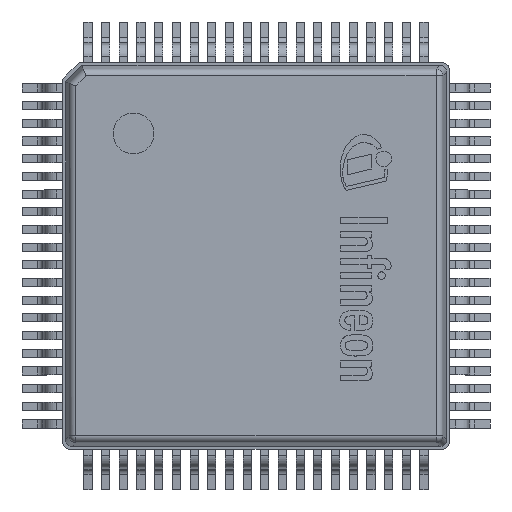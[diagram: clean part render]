
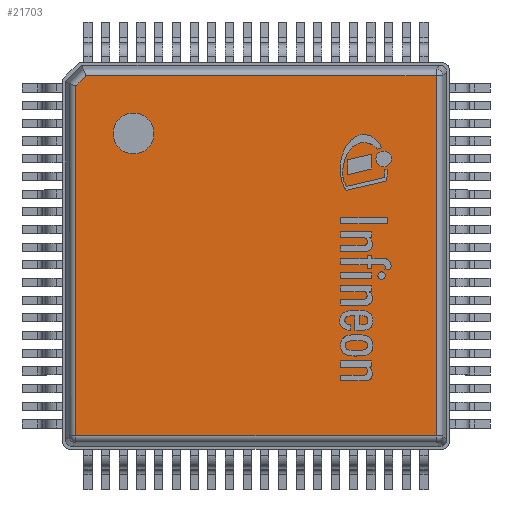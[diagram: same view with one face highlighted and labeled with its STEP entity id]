
A CAD part, top view. The second image highlights one B-rep face of the part: STEP entity #21703.
In plain terms, the highlighted planar face has unit normal (0, 0, 1).
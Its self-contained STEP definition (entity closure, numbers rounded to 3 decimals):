
#265=FACE_BOUND('',#2601,.T.);
#292=CIRCLE('',#23097,0.75);
#1318=FACE_OUTER_BOUND('',#2600,.T.);
#2600=EDGE_LOOP('',(#14369,#14370,#14371,#14372,#14373));
#2601=EDGE_LOOP('',(#14374));
#3898=LINE('',#31461,#6412);
#3899=LINE('',#31465,#6413);
#3901=LINE('',#31472,#6415);
#3908=LINE('',#31498,#6422);
#3910=LINE('',#31501,#6424);
#6412=VECTOR('',#25043,1.);
#6413=VECTOR('',#25048,1.);
#6415=VECTOR('',#25056,1.);
#6422=VECTOR('',#25091,1.);
#6424=VECTOR('',#25095,1.);
#8927=VERTEX_POINT('',#31458);
#8928=VERTEX_POINT('',#31460);
#8929=VERTEX_POINT('',#31464);
#8931=VERTEX_POINT('',#31470);
#8935=VERTEX_POINT('',#31488);
#8937=VERTEX_POINT('',#31505);
#11083=EDGE_CURVE('',#8927,#8928,#3898,.T.);
#11085=EDGE_CURVE('',#8928,#8929,#3899,.T.);
#11089=EDGE_CURVE('',#8931,#8927,#3901,.T.);
#11103=EDGE_CURVE('',#8929,#8935,#3908,.T.);
#11105=EDGE_CURVE('',#8935,#8931,#3910,.T.);
#11106=EDGE_CURVE('',#8937,#8937,#292,.T.);
#14369=ORIENTED_EDGE('',*,*,#11085,.F.);
#14370=ORIENTED_EDGE('',*,*,#11083,.F.);
#14371=ORIENTED_EDGE('',*,*,#11089,.F.);
#14372=ORIENTED_EDGE('',*,*,#11105,.F.);
#14373=ORIENTED_EDGE('',*,*,#11103,.F.);
#14374=ORIENTED_EDGE('',*,*,#11106,.T.);
#20779=PLANE('',#23096);
#21703=ADVANCED_FACE('',(#1318,#265),#20779,.T.);
#23096=AXIS2_PLACEMENT_3D('',#31504,#25100,#25101);
#23097=AXIS2_PLACEMENT_3D('',#31506,#25102,#25103);
#25043=DIRECTION('',(0.707,0.707,0.));
#25048=DIRECTION('',(1.,0.,0.));
#25056=DIRECTION('',(0.,1.,0.));
#25091=DIRECTION('',(0.,-1.,0.));
#25095=DIRECTION('',(-1.,0.,0.));
#25100=DIRECTION('center_axis',(0.,0.,1.));
#25101=DIRECTION('ref_axis',(0.,-1.,0.));
#25102=DIRECTION('center_axis',(0.,0.,-1.));
#25103=DIRECTION('ref_axis',(0.,1.,0.));
#31458=CARTESIAN_POINT('',(-6.618,6.242,2.45));
#31460=CARTESIAN_POINT('',(-6.242,6.618,2.45));
#31461=CARTESIAN_POINT('',(-6.58,6.28,2.45));
#31464=CARTESIAN_POINT('',(6.618,6.618,2.45));
#31465=CARTESIAN_POINT('',(-3.177,6.618,2.45));
#31470=CARTESIAN_POINT('',(-6.618,-6.618,2.45));
#31472=CARTESIAN_POINT('',(-6.618,-3.523,2.45));
#31488=CARTESIAN_POINT('',(6.618,-6.618,2.45));
#31498=CARTESIAN_POINT('',(6.618,3.477,2.45));
#31501=CARTESIAN_POINT('',(3.523,-6.618,2.45));
#31504=CARTESIAN_POINT('Origin',(0.046,-0.046,
2.45));
#31505=CARTESIAN_POINT('',(-4.5,3.75,2.45));
#31506=CARTESIAN_POINT('Origin',(-4.5,4.5,2.45));
